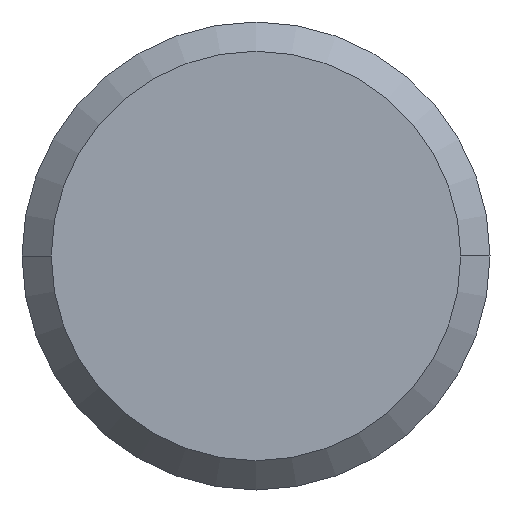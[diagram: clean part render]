
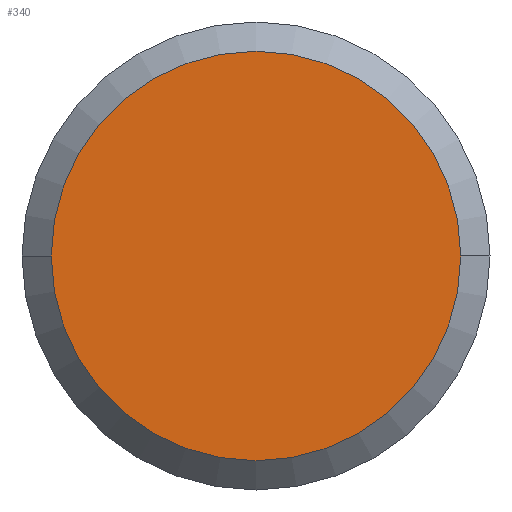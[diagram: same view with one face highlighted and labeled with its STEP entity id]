
A CAD part, left-side view. The second image highlights one B-rep face of the part: STEP entity #340.
In plain terms, the highlighted planar face has unit normal (-1, 0, 0).
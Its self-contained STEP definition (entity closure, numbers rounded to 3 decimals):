
#3 = EDGE_CURVE ( 'NONE', #360, #96, #148, .T. ) ;
#6 = AXIS2_PLACEMENT_3D ( 'NONE', #246, #339, #311 ) ;
#53 = CIRCLE ( 'NONE', #6, 7. ) ;
#65 = PLANE ( 'NONE',  #215 ) ;
#70 = CARTESIAN_POINT ( 'NONE',  ( -82., 0., 0. ) ) ;
#92 = AXIS2_PLACEMENT_3D ( 'NONE', #70, #187, #353 ) ;
#96 = VERTEX_POINT ( 'NONE', #185 ) ;
#144 = DIRECTION ( 'NONE',  ( -1., 0., 0. ) ) ;
#148 = CIRCLE ( 'NONE', #92, 7. ) ;
#170 = CARTESIAN_POINT ( 'NONE',  ( -82., 0., 0. ) ) ;
#185 = CARTESIAN_POINT ( 'NONE',  ( -82., -7., 0. ) ) ;
#186 = DIRECTION ( 'NONE',  ( 0., -1., 0. ) ) ;
#187 = DIRECTION ( 'NONE',  ( 1., 0., 0. ) ) ;
#201 = EDGE_LOOP ( 'NONE', ( #298, #210 ) ) ;
#210 = ORIENTED_EDGE ( 'NONE', *, *, #289, .F. ) ;
#215 = AXIS2_PLACEMENT_3D ( 'NONE', #170, #144, #186 ) ;
#237 = CARTESIAN_POINT ( 'NONE',  ( -82., 7., 0. ) ) ;
#246 = CARTESIAN_POINT ( 'NONE',  ( -82., 0., 0. ) ) ;
#289 = EDGE_CURVE ( 'NONE', #96, #360, #53, .T. ) ;
#298 = ORIENTED_EDGE ( 'NONE', *, *, #3, .F. ) ;
#311 = DIRECTION ( 'NONE',  ( 0., 1., 0. ) ) ;
#316 = FACE_OUTER_BOUND ( 'NONE', #201, .T. ) ;
#339 = DIRECTION ( 'NONE',  ( 1., 0., 0. ) ) ;
#340 = ADVANCED_FACE ( 'NONE', ( #316 ), #65, .T. ) ;
#353 = DIRECTION ( 'NONE',  ( 0., 1., 0. ) ) ;
#360 = VERTEX_POINT ( 'NONE', #237 ) ;
